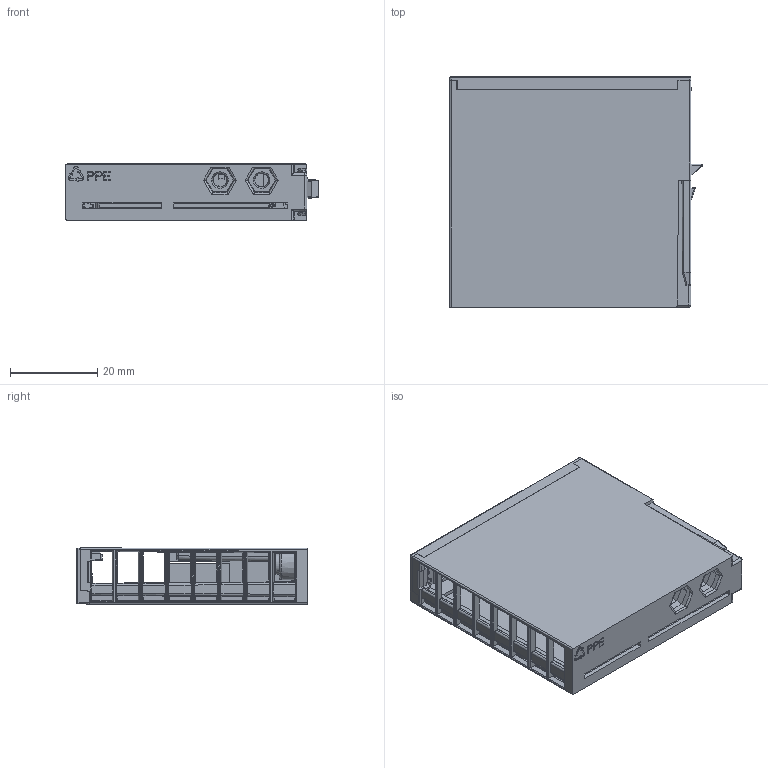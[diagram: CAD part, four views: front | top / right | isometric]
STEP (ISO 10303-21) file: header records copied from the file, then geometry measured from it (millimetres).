
FILE_DESCRIPTION((''),'2;1');
FILE_NAME('007-0AA00_DET5','2017-02-01T',('TReuther'),(''),'PRO/ENGINEER BY PARAMETRIC TECHNOLOGY CORPORATION, 2015280','PRO/ENGINEER BY PARAMETRIC TECHNOLOGY CORPORATION, 2015280','');
FILE_SCHEMA(('CONFIG_CONTROL_DESIGN'));
Products named in the file (1): 007-0AA00_DET5
Bounding box: 58.01 x 52.95 x 12.94 mm (x, y, z)
Volume: 7999.3 mm3; surface area: 19039.1 mm2
Topology: 1 solids, 1 shells, 2238 faces, 6428 edges, 4211 vertices
Faces by surface type: plane 1997, cylinder 189, cone 31, sphere 11, bspline 8, torus 2
Entity records: 72979 total; most frequent: CARTESIAN_POINT 14667, ORIENTED_EDGE 12856, DIRECTION 10802, EDGE_CURVE 6428, VECTOR 5932, LINE 5932, VERTEX_POINT 4211, AXIS2_PLACEMENT_3D 2435
